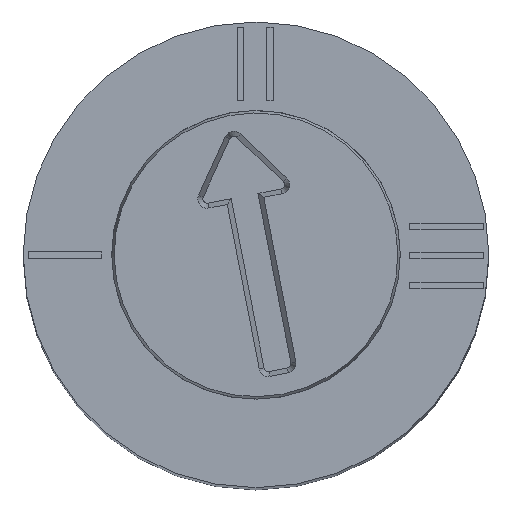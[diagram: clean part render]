
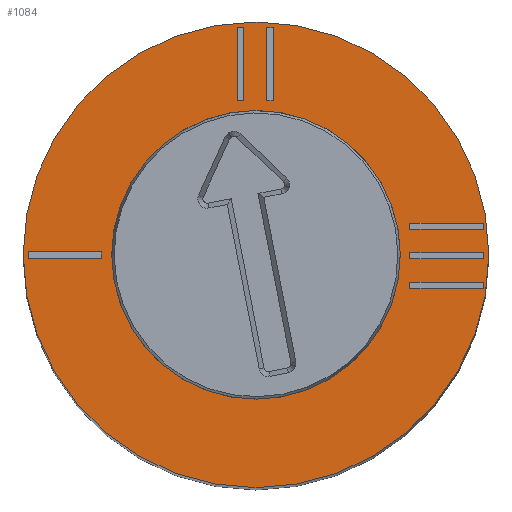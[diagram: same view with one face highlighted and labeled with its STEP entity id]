
A CAD part, top view. The second image highlights one B-rep face of the part: STEP entity #1084.
In plain terms, the highlighted planar face has unit normal (0, 0, 1).
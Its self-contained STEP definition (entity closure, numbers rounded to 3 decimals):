
#30=FACE_BOUND('',#202,.T.);
#31=FACE_BOUND('',#203,.T.);
#32=FACE_BOUND('',#204,.T.);
#33=FACE_BOUND('',#205,.T.);
#34=FACE_BOUND('',#206,.T.);
#35=FACE_BOUND('',#207,.T.);
#36=FACE_BOUND('',#208,.T.);
#55=CIRCLE('',#1220,1.55);
#61=CIRCLE('',#1230,2.5);
#136=FACE_OUTER_BOUND('',#201,.T.);
#201=EDGE_LOOP('',(#875));
#202=EDGE_LOOP('',(#876,#877,#878,#879));
#203=EDGE_LOOP('',(#880,#881,#882,#883));
#204=EDGE_LOOP('',(#884,#885,#886,#887));
#205=EDGE_LOOP('',(#888,#889,#890,#891));
#206=EDGE_LOOP('',(#892,#893,#894,#895));
#207=EDGE_LOOP('',(#896,#897,#898,#899));
#208=EDGE_LOOP('',(#900));
#232=LINE('',#1605,#344);
#235=LINE('',#1611,#347);
#238=LINE('',#1617,#350);
#241=LINE('',#1621,#353);
#244=LINE('',#1630,#356);
#247=LINE('',#1636,#359);
#250=LINE('',#1642,#362);
#253=LINE('',#1646,#365);
#256=LINE('',#1655,#368);
#259=LINE('',#1661,#371);
#262=LINE('',#1667,#374);
#265=LINE('',#1671,#377);
#268=LINE('',#1680,#380);
#271=LINE('',#1686,#383);
#274=LINE('',#1692,#386);
#277=LINE('',#1696,#389);
#280=LINE('',#1705,#392);
#283=LINE('',#1711,#395);
#286=LINE('',#1717,#398);
#289=LINE('',#1721,#401);
#292=LINE('',#1730,#404);
#295=LINE('',#1736,#407);
#298=LINE('',#1742,#410);
#301=LINE('',#1746,#413);
#344=VECTOR('',#1282,10.);
#347=VECTOR('',#1287,10.);
#350=VECTOR('',#1292,10.);
#353=VECTOR('',#1297,10.);
#356=VECTOR('',#1304,10.);
#359=VECTOR('',#1309,10.);
#362=VECTOR('',#1314,10.);
#365=VECTOR('',#1319,10.);
#368=VECTOR('',#1326,10.);
#371=VECTOR('',#1331,10.);
#374=VECTOR('',#1336,10.);
#377=VECTOR('',#1341,10.);
#380=VECTOR('',#1348,10.);
#383=VECTOR('',#1353,10.);
#386=VECTOR('',#1358,10.);
#389=VECTOR('',#1363,10.);
#392=VECTOR('',#1370,10.);
#395=VECTOR('',#1375,10.);
#398=VECTOR('',#1380,10.);
#401=VECTOR('',#1385,10.);
#404=VECTOR('',#1392,10.);
#407=VECTOR('',#1397,10.);
#410=VECTOR('',#1402,10.);
#413=VECTOR('',#1407,10.);
#456=VERTEX_POINT('',#1602);
#457=VERTEX_POINT('',#1604);
#459=VERTEX_POINT('',#1610);
#461=VERTEX_POINT('',#1616);
#464=VERTEX_POINT('',#1627);
#465=VERTEX_POINT('',#1629);
#467=VERTEX_POINT('',#1635);
#469=VERTEX_POINT('',#1641);
#472=VERTEX_POINT('',#1652);
#473=VERTEX_POINT('',#1654);
#475=VERTEX_POINT('',#1660);
#477=VERTEX_POINT('',#1666);
#480=VERTEX_POINT('',#1677);
#481=VERTEX_POINT('',#1679);
#483=VERTEX_POINT('',#1685);
#485=VERTEX_POINT('',#1691);
#488=VERTEX_POINT('',#1702);
#489=VERTEX_POINT('',#1704);
#491=VERTEX_POINT('',#1710);
#493=VERTEX_POINT('',#1716);
#496=VERTEX_POINT('',#1727);
#497=VERTEX_POINT('',#1729);
#499=VERTEX_POINT('',#1735);
#501=VERTEX_POINT('',#1741);
#513=VERTEX_POINT('',#1783);
#519=VERTEX_POINT('',#1803);
#554=EDGE_CURVE('',#457,#456,#232,.T.);
#557=EDGE_CURVE('',#459,#457,#235,.T.);
#560=EDGE_CURVE('',#461,#459,#238,.T.);
#563=EDGE_CURVE('',#456,#461,#241,.T.);
#566=EDGE_CURVE('',#465,#464,#244,.T.);
#569=EDGE_CURVE('',#467,#465,#247,.T.);
#572=EDGE_CURVE('',#469,#467,#250,.T.);
#575=EDGE_CURVE('',#464,#469,#253,.T.);
#578=EDGE_CURVE('',#473,#472,#256,.T.);
#581=EDGE_CURVE('',#475,#473,#259,.T.);
#584=EDGE_CURVE('',#477,#475,#262,.T.);
#587=EDGE_CURVE('',#472,#477,#265,.T.);
#590=EDGE_CURVE('',#481,#480,#268,.T.);
#593=EDGE_CURVE('',#483,#481,#271,.T.);
#596=EDGE_CURVE('',#485,#483,#274,.T.);
#599=EDGE_CURVE('',#480,#485,#277,.T.);
#602=EDGE_CURVE('',#489,#488,#280,.T.);
#605=EDGE_CURVE('',#491,#489,#283,.T.);
#608=EDGE_CURVE('',#493,#491,#286,.T.);
#611=EDGE_CURVE('',#488,#493,#289,.T.);
#614=EDGE_CURVE('',#497,#496,#292,.T.);
#617=EDGE_CURVE('',#499,#497,#295,.T.);
#620=EDGE_CURVE('',#501,#499,#298,.T.);
#623=EDGE_CURVE('',#496,#501,#301,.T.);
#640=EDGE_CURVE('',#513,#513,#55,.T.);
#650=EDGE_CURVE('',#519,#519,#61,.T.);
#875=ORIENTED_EDGE('',*,*,#650,.F.);
#876=ORIENTED_EDGE('',*,*,#554,.T.);
#877=ORIENTED_EDGE('',*,*,#563,.T.);
#878=ORIENTED_EDGE('',*,*,#560,.T.);
#879=ORIENTED_EDGE('',*,*,#557,.T.);
#880=ORIENTED_EDGE('',*,*,#566,.T.);
#881=ORIENTED_EDGE('',*,*,#575,.T.);
#882=ORIENTED_EDGE('',*,*,#572,.T.);
#883=ORIENTED_EDGE('',*,*,#569,.T.);
#884=ORIENTED_EDGE('',*,*,#578,.T.);
#885=ORIENTED_EDGE('',*,*,#587,.T.);
#886=ORIENTED_EDGE('',*,*,#584,.T.);
#887=ORIENTED_EDGE('',*,*,#581,.T.);
#888=ORIENTED_EDGE('',*,*,#590,.T.);
#889=ORIENTED_EDGE('',*,*,#599,.T.);
#890=ORIENTED_EDGE('',*,*,#596,.T.);
#891=ORIENTED_EDGE('',*,*,#593,.T.);
#892=ORIENTED_EDGE('',*,*,#602,.T.);
#893=ORIENTED_EDGE('',*,*,#611,.T.);
#894=ORIENTED_EDGE('',*,*,#608,.T.);
#895=ORIENTED_EDGE('',*,*,#605,.T.);
#896=ORIENTED_EDGE('',*,*,#614,.T.);
#897=ORIENTED_EDGE('',*,*,#623,.T.);
#898=ORIENTED_EDGE('',*,*,#620,.T.);
#899=ORIENTED_EDGE('',*,*,#617,.T.);
#900=ORIENTED_EDGE('',*,*,#640,.T.);
#1031=PLANE('',#1231);
#1084=ADVANCED_FACE('',(#136,#30,#31,#32,#33,#34,#35,#36),#1031,.F.);
#1220=AXIS2_PLACEMENT_3D('',#1784,#1453,#1454);
#1230=AXIS2_PLACEMENT_3D('',#1804,#1477,#1478);
#1231=AXIS2_PLACEMENT_3D('',#1806,#1480,#1481);
#1282=DIRECTION('',(1.,0.,0.));
#1287=DIRECTION('',(0.,1.,0.));
#1292=DIRECTION('',(-1.,0.,0.));
#1297=DIRECTION('',(0.,-1.,0.));
#1304=DIRECTION('',(1.,0.,0.));
#1309=DIRECTION('',(0.,1.,0.));
#1314=DIRECTION('',(-1.,0.,0.));
#1319=DIRECTION('',(0.,-1.,0.));
#1326=DIRECTION('',(1.,0.,0.));
#1331=DIRECTION('',(0.,1.,0.));
#1336=DIRECTION('',(-1.,0.,0.));
#1341=DIRECTION('',(0.,-1.,0.));
#1348=DIRECTION('',(0.,-1.,0.));
#1353=DIRECTION('',(1.,0.,0.));
#1358=DIRECTION('',(0.,1.,0.));
#1363=DIRECTION('',(-1.,0.,0.));
#1370=DIRECTION('',(0.,-1.,0.));
#1375=DIRECTION('',(1.,0.,0.));
#1380=DIRECTION('',(0.,1.,0.));
#1385=DIRECTION('',(-1.,0.,0.));
#1392=DIRECTION('',(1.,0.,0.));
#1397=DIRECTION('',(0.,1.,0.));
#1402=DIRECTION('',(-1.,0.,0.));
#1407=DIRECTION('',(0.,-1.,0.));
#1453=DIRECTION('center_axis',(0.,0.,-1.));
#1454=DIRECTION('ref_axis',(1.,0.,0.));
#1477=DIRECTION('center_axis',(0.,0.,-1.));
#1478=DIRECTION('ref_axis',(-1.,0.,0.));
#1480=DIRECTION('center_axis',(0.,0.,-1.));
#1481=DIRECTION('ref_axis',(-1.,0.,0.));
#1602=CARTESIAN_POINT('',(2.438,0.339,17.));
#1604=CARTESIAN_POINT('',(1.654,0.339,17.));
#1605=CARTESIAN_POINT('',(1.219,0.339,17.));
#1610=CARTESIAN_POINT('',(1.654,0.272,17.));
#1611=CARTESIAN_POINT('',(1.654,0.169,17.));
#1616=CARTESIAN_POINT('',(2.438,0.272,17.));
#1617=CARTESIAN_POINT('',(0.827,0.272,17.));
#1621=CARTESIAN_POINT('',(2.438,0.136,17.));
#1627=CARTESIAN_POINT('',(2.438,0.023,17.));
#1629=CARTESIAN_POINT('',(1.654,0.023,17.));
#1630=CARTESIAN_POINT('',(1.219,0.023,17.));
#1635=CARTESIAN_POINT('',(1.654,-0.044,17.));
#1636=CARTESIAN_POINT('',(1.654,0.012,17.));
#1641=CARTESIAN_POINT('',(2.438,-0.044,17.));
#1642=CARTESIAN_POINT('',(0.827,-0.044,17.));
#1646=CARTESIAN_POINT('',(2.438,-0.022,17.));
#1652=CARTESIAN_POINT('',(2.438,-0.292,17.));
#1654=CARTESIAN_POINT('',(1.654,-0.292,17.));
#1655=CARTESIAN_POINT('',(1.219,-0.292,17.));
#1660=CARTESIAN_POINT('',(1.654,-0.359,17.));
#1661=CARTESIAN_POINT('',(1.654,-0.146,17.));
#1666=CARTESIAN_POINT('',(2.438,-0.359,17.));
#1667=CARTESIAN_POINT('',(0.827,-0.359,17.));
#1671=CARTESIAN_POINT('',(2.438,-0.18,17.));
#1677=CARTESIAN_POINT('',(0.184,1.656,17.));
#1679=CARTESIAN_POINT('',(0.184,2.441,17.));
#1680=CARTESIAN_POINT('',(0.184,0.828,17.));
#1685=CARTESIAN_POINT('',(0.117,2.441,17.));
#1686=CARTESIAN_POINT('',(0.092,2.441,17.));
#1691=CARTESIAN_POINT('',(0.117,1.656,17.));
#1692=CARTESIAN_POINT('',(0.117,1.221,17.));
#1696=CARTESIAN_POINT('',(0.058,1.656,17.));
#1702=CARTESIAN_POINT('',(-0.132,1.656,17.));
#1704=CARTESIAN_POINT('',(-0.132,2.441,17.));
#1705=CARTESIAN_POINT('',(-0.132,0.828,17.));
#1710=CARTESIAN_POINT('',(-0.199,2.441,17.));
#1711=CARTESIAN_POINT('',(-0.066,2.441,17.));
#1716=CARTESIAN_POINT('',(-0.199,1.656,17.));
#1717=CARTESIAN_POINT('',(-0.199,1.221,17.));
#1721=CARTESIAN_POINT('',(-0.099,1.656,17.));
#1727=CARTESIAN_POINT('',(-1.659,0.031,17.));
#1729=CARTESIAN_POINT('',(-2.444,0.031,17.));
#1730=CARTESIAN_POINT('',(-0.83,0.031,17.));
#1735=CARTESIAN_POINT('',(-2.444,-0.036,17.));
#1736=CARTESIAN_POINT('',(-2.444,0.015,17.));
#1741=CARTESIAN_POINT('',(-1.659,-0.036,17.));
#1742=CARTESIAN_POINT('',(-1.222,-0.036,17.));
#1746=CARTESIAN_POINT('',(-1.659,-0.018,17.));
#1783=CARTESIAN_POINT('',(-1.55,0.,17.));
#1784=CARTESIAN_POINT('Origin',(0.,0.,17.));
#1803=CARTESIAN_POINT('',(2.5,0.,17.));
#1804=CARTESIAN_POINT('Origin',(0.,0.,17.));
#1806=CARTESIAN_POINT('Origin',(0.,0.,17.));
